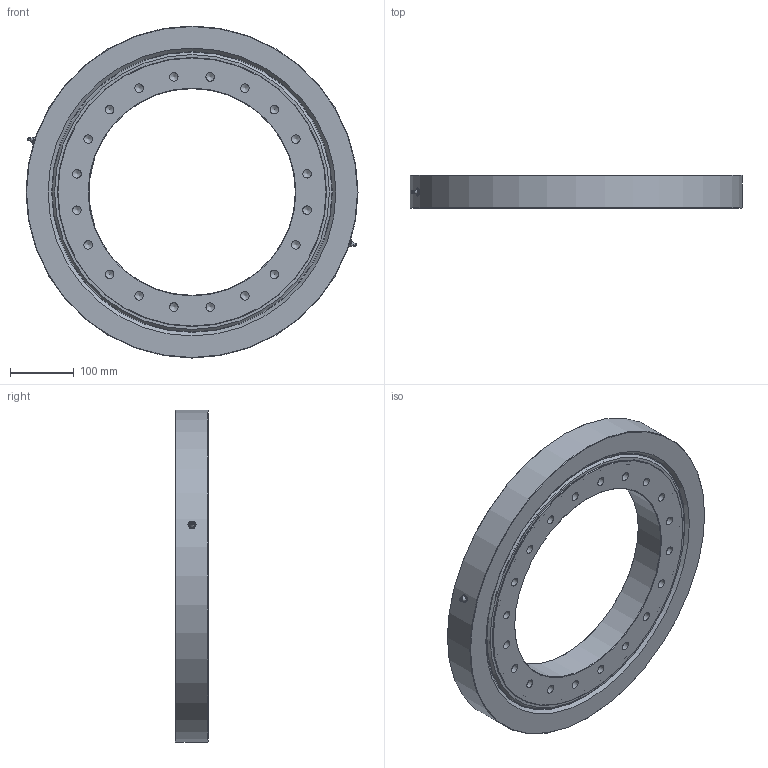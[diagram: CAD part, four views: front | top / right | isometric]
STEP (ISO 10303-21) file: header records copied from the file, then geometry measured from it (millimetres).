
FILE_DESCRIPTION(/* description */ (''),/* implementation_level */ '2;1');
FILE_NAME(/* name */ '30P.0422.25.001_Rev-.stp',/* time_stamp */ '2025-06-05T17:23:08-04:00',/* author */ ('richard.potesta'),/* organization */ (''),/* preprocessor_version */ 'ST-DEVELOPER v20.1',/* originating_system */ 'Autodesk Inventor 2026',/* authorisation */ '');
FILE_SCHEMA (('AUTOMOTIVE_DESIGN { 1 0 10303 214 3 1 1 }'));
Length unit declared in the file: inch
Products named in the file (3): 30P.0422.25.004; 30P.0422.25.001; 1_8 NPT Fitting
Assembly tree (3 placements, depth 2):
  30P.0422.25.004
    30P.0422.25.001
    1_8 NPT Fitting  x2
Bounding box: 520.34 x 52.37 x 520.34 mm (x, y, z)
Volume: 6116918.9 mm3; surface area: 855713.2 mm2
Topology: 7 solids, 7 shells, 298 faces, 779 edges, 505 vertices
Faces by surface type: torus 73, cone 72, cylinder 61, sphere 48, plane 38, bspline 6
Full cylindrical faces by diameter (mm): 2.536 x4, 13.386 x40, 28.175 x1, 28.226 x1, 323.85 x1, 407.64 x1, 407.665 x1, 419.862 x1, 421.64 x2, 422.91 x2, 424.688 x1, 436.885 x1, 436.91 x1, 520.344 x1
Entity records: 15070 total; most frequent: CARTESIAN_POINT 8539, ORIENTED_EDGE 1336, DIRECTION 1259, EDGE_CURVE 668, AXIS2_PLACEMENT_3D 565, VERTEX_POINT 457, EDGE_LOOP 327, CIRCLE 290
